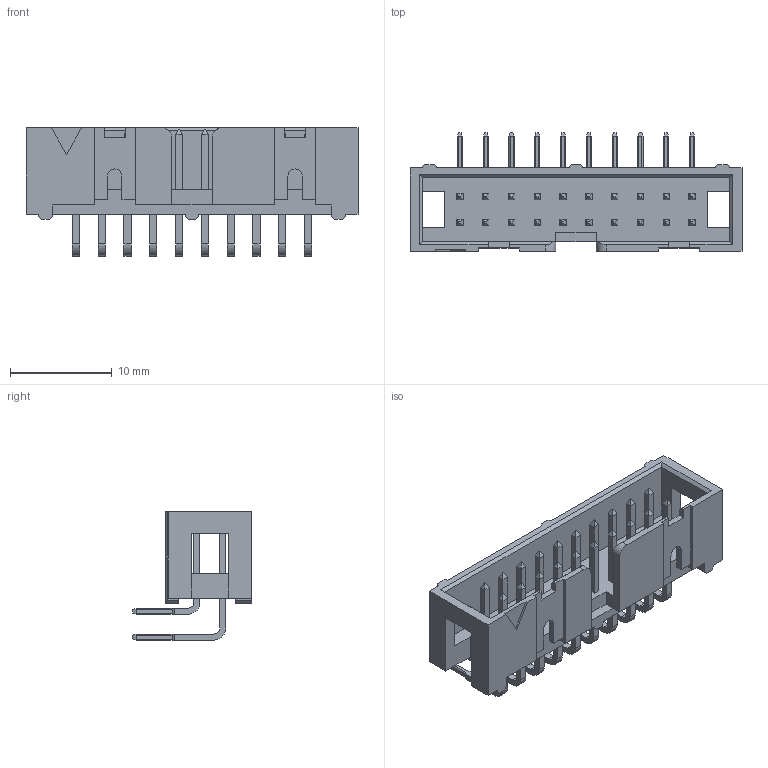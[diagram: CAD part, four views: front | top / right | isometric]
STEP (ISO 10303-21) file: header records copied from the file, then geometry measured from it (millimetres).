
FILE_DESCRIPTION( ('This file contains a STEP AP42 implementation' ,'as created by ZW3D STEP Interface translator.') ,'2;1' );
FILE_NAME( '3113-XXRXXBK00X1.stp' ,'231218. 83440', (''), ('ZWCAD Software Co.'), 'Version 1.0', 'ZW3D to STEP translator', '' );
FILE_SCHEMA(('AUTOMOTIVE_DESIGN { 1 0 10303 214 1 1 1 1 }'));
Length unit declared in the file: millimetre
Products named in the file (1): 0
Bounding box: 32.7 x 11.7 x 12.64 mm (x, y, z)
Volume: 1049.9 mm3; surface area: 2341.5 mm2
Topology: 1 solids, 1 shells, 716 faces, 1956 edges, 1274 vertices
Faces by surface type: plane 672, cylinder 44
Entity records: 22884 total; most frequent: CARTESIAN_POINT 3947, ORIENTED_EDGE 3912, DIRECTION 3480, EDGE_CURVE 1956, VECTOR 1866, LINE 1866, VERTEX_POINT 1274, AXIS2_PLACEMENT_3D 807
